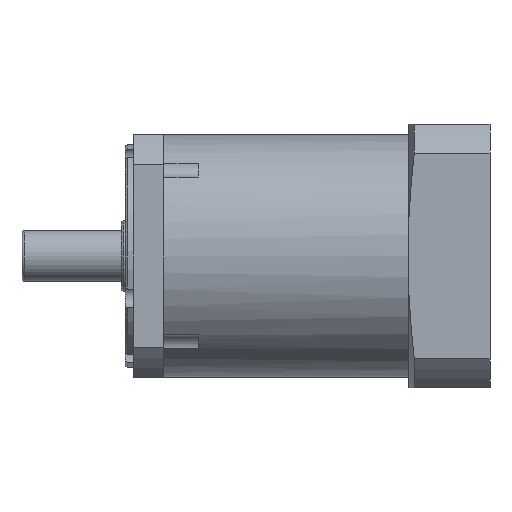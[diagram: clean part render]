
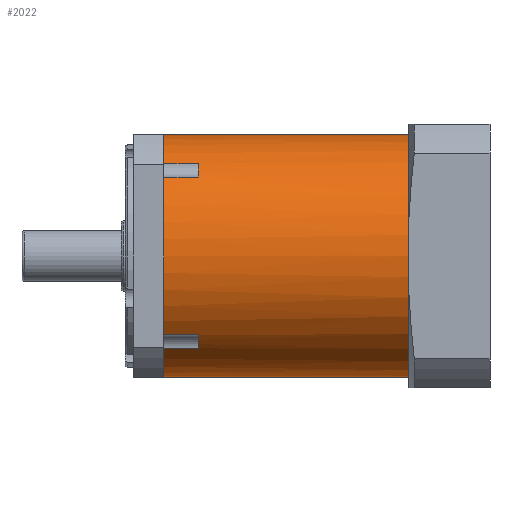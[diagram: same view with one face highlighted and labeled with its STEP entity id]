
A CAD part, left-side view. The second image highlights one B-rep face of the part: STEP entity #2022.
In plain terms, the highlighted cylindrical face has radius 60 mm (diameter 120 mm), a partial arc.
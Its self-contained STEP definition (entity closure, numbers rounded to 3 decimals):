
#29 = CIRCLE ( 'NONE', #5607, 60. ) ;
#32 = ORIENTED_EDGE ( 'NONE', *, *, #5419, .T. ) ;
#151 = CARTESIAN_POINT ( 'NONE',  ( -38.97, 112.5, -45.622 ) ) ;
#198 = ORIENTED_EDGE ( 'NONE', *, *, #3396, .F. ) ;
#295 = CARTESIAN_POINT ( 'NONE',  ( -60., 121., 0. ) ) ;
#311 = VERTEX_POINT ( 'NONE', #801 ) ;
#317 = CIRCLE ( 'NONE', #3378, 60. ) ;
#438 = VERTEX_POINT ( 'NONE', #4089 ) ;
#590 = LINE ( 'NONE', #1070, #7198 ) ;
#630 = EDGE_CURVE ( 'NONE', #5738, #3466, #2874, .T. ) ;
#645 = VERTEX_POINT ( 'NONE', #6687 ) ;
#801 = CARTESIAN_POINT ( 'NONE',  ( -45.622, 104., 38.97 ) ) ;
#803 = DIRECTION ( 'NONE',  ( 0., -1., 0. ) ) ;
#819 = VERTEX_POINT ( 'NONE', #4923 ) ;
#837 = DIRECTION ( 'NONE',  ( 0., 1., 0. ) ) ;
#931 = VECTOR ( 'NONE', #803, 1000. ) ;
#953 = CARTESIAN_POINT ( 'NONE',  ( 0., 121., 0. ) ) ;
#1056 = VECTOR ( 'NONE', #8188, 1000. ) ;
#1070 = CARTESIAN_POINT ( 'NONE',  ( -45.622, 112.5, 38.97 ) ) ;
#1128 = AXIS2_PLACEMENT_3D ( 'NONE', #2947, #7416, #3589 ) ;
#1371 = EDGE_CURVE ( 'NONE', #3734, #645, #5075, .T. ) ;
#1381 = CARTESIAN_POINT ( 'NONE',  ( -45.622, 112.5, -38.97 ) ) ;
#1530 = CARTESIAN_POINT ( 'NONE',  ( 0., 121., 60. ) ) ;
#1586 = CARTESIAN_POINT ( 'NONE',  ( 0., 121., 0. ) ) ;
#1590 = DIRECTION ( 'NONE',  ( 0., 0., 1. ) ) ;
#1822 = EDGE_LOOP ( 'NONE', ( #4763, #5945, #6692, #32, #4905, #5854, #2381, #3351, #7026, #4120, #198, #3069, #5727 ) ) ;
#1888 = CARTESIAN_POINT ( 'NONE',  ( 0., 0., 0. ) ) ;
#1962 = CYLINDRICAL_SURFACE ( 'NONE', #2765, 60. ) ;
#2022 = ADVANCED_FACE ( 'NONE', ( #7277 ), #1962, .T. ) ;
#2230 = DIRECTION ( 'NONE',  ( 0., 0., 1. ) ) ;
#2364 = CARTESIAN_POINT ( 'NONE',  ( -45.622, 104., -38.97 ) ) ;
#2366 = LINE ( 'NONE', #7000, #1056 ) ;
#2381 = ORIENTED_EDGE ( 'NONE', *, *, #630, .F. ) ;
#2384 = EDGE_CURVE ( 'NONE', #5318, #3734, #6762, .T. ) ;
#2495 = EDGE_CURVE ( 'NONE', #3466, #2496, #7263, .T. ) ;
#2496 = VERTEX_POINT ( 'NONE', #7916 ) ;
#2552 = DIRECTION ( 'NONE',  ( 0., 0., -1. ) ) ;
#2559 = LINE ( 'NONE', #1381, #7256 ) ;
#2765 = AXIS2_PLACEMENT_3D ( 'NONE', #5082, #5734, #3828 ) ;
#2851 = DIRECTION ( 'NONE',  ( 0., -1., 0. ) ) ;
#2874 = CIRCLE ( 'NONE', #6599, 60. ) ;
#2879 = AXIS2_PLACEMENT_3D ( 'NONE', #953, #5435, #1590 ) ;
#2941 = CIRCLE ( 'NONE', #6188, 60. ) ;
#2947 = CARTESIAN_POINT ( 'NONE',  ( 0., 104., 0. ) ) ;
#2981 = VECTOR ( 'NONE', #6482, 1000. ) ;
#3069 = ORIENTED_EDGE ( 'NONE', *, *, #7290, .T. ) ;
#3351 = ORIENTED_EDGE ( 'NONE', *, *, #5197, .F. ) ;
#3378 = AXIS2_PLACEMENT_3D ( 'NONE', #6672, #2851, #7326 ) ;
#3396 = EDGE_CURVE ( 'NONE', #7104, #819, #2941, .T. ) ;
#3409 = CARTESIAN_POINT ( 'NONE',  ( 0., 121., 0. ) ) ;
#3466 = VERTEX_POINT ( 'NONE', #295 ) ;
#3577 = VERTEX_POINT ( 'NONE', #6174 ) ;
#3589 = DIRECTION ( 'NONE',  ( 0., 0., -1. ) ) ;
#3605 = CARTESIAN_POINT ( 'NONE',  ( 0., 121., -60. ) ) ;
#3726 = EDGE_CURVE ( 'NONE', #819, #6902, #5827, .T. ) ;
#3734 = VERTEX_POINT ( 'NONE', #4627 ) ;
#3828 = DIRECTION ( 'NONE',  ( 0., 0., -1. ) ) ;
#4076 = DIRECTION ( 'NONE',  ( 0., 0., 1. ) ) ;
#4089 = CARTESIAN_POINT ( 'NONE',  ( -38.97, 104., 45.622 ) ) ;
#4120 = ORIENTED_EDGE ( 'NONE', *, *, #3726, .F. ) ;
#4370 = EDGE_CURVE ( 'NONE', #7296, #6902, #317, .T. ) ;
#4511 = EDGE_CURVE ( 'NONE', #2496, #311, #590, .T. ) ;
#4572 = DIRECTION ( 'NONE',  ( 0., 1., 0. ) ) ;
#4627 = CARTESIAN_POINT ( 'NONE',  ( 0., 0., 60. ) ) ;
#4662 = CARTESIAN_POINT ( 'NONE',  ( 0., 121., 0. ) ) ;
#4763 = ORIENTED_EDGE ( 'NONE', *, *, #2384, .F. ) ;
#4905 = ORIENTED_EDGE ( 'NONE', *, *, #4511, .F. ) ;
#4923 = CARTESIAN_POINT ( 'NONE',  ( -38.97, 121., -45.622 ) ) ;
#5075 = CIRCLE ( 'NONE', #7949, 60. ) ;
#5082 = CARTESIAN_POINT ( 'NONE',  ( 0., 121., 0. ) ) ;
#5197 = EDGE_CURVE ( 'NONE', #7296, #5738, #2559, .T. ) ;
#5235 = EDGE_CURVE ( 'NONE', #3577, #5318, #29, .T. ) ;
#5314 = DIRECTION ( 'NONE',  ( 0., 0., 1. ) ) ;
#5318 = VERTEX_POINT ( 'NONE', #1530 ) ;
#5323 = CARTESIAN_POINT ( 'NONE',  ( -45.622, 121., -38.97 ) ) ;
#5419 = EDGE_CURVE ( 'NONE', #438, #311, #5856, .T. ) ;
#5435 = DIRECTION ( 'NONE',  ( 0., 1., 0. ) ) ;
#5607 = AXIS2_PLACEMENT_3D ( 'NONE', #4662, #837, #5314 ) ;
#5727 = ORIENTED_EDGE ( 'NONE', *, *, #1371, .F. ) ;
#5731 = CARTESIAN_POINT ( 'NONE',  ( -38.97, 104., -45.622 ) ) ;
#5734 = DIRECTION ( 'NONE',  ( 0., -1., 0. ) ) ;
#5738 = VERTEX_POINT ( 'NONE', #5323 ) ;
#5827 = LINE ( 'NONE', #151, #931 ) ;
#5854 = ORIENTED_EDGE ( 'NONE', *, *, #2495, .F. ) ;
#5856 = CIRCLE ( 'NONE', #1128, 60. ) ;
#5945 = ORIENTED_EDGE ( 'NONE', *, *, #5235, .F. ) ;
#6058 = VECTOR ( 'NONE', #8085, 1000. ) ;
#6059 = DIRECTION ( 'NONE',  ( 0., 1., 0. ) ) ;
#6174 = CARTESIAN_POINT ( 'NONE',  ( -38.97, 121., 45.622 ) ) ;
#6188 = AXIS2_PLACEMENT_3D ( 'NONE', #3409, #7887, #4076 ) ;
#6366 = DIRECTION ( 'NONE',  ( 0., -1., 0. ) ) ;
#6482 = DIRECTION ( 'NONE',  ( 0., -1., 0. ) ) ;
#6599 = AXIS2_PLACEMENT_3D ( 'NONE', #1586, #6059, #2230 ) ;
#6672 = CARTESIAN_POINT ( 'NONE',  ( 0., 104., 0. ) ) ;
#6687 = CARTESIAN_POINT ( 'NONE',  ( 0., 0., -60. ) ) ;
#6692 = ORIENTED_EDGE ( 'NONE', *, *, #7665, .F. ) ;
#6762 = LINE ( 'NONE', #7100, #2981 ) ;
#6902 = VERTEX_POINT ( 'NONE', #5731 ) ;
#7000 = CARTESIAN_POINT ( 'NONE',  ( -38.97, 112.5, 45.622 ) ) ;
#7026 = ORIENTED_EDGE ( 'NONE', *, *, #4370, .T. ) ;
#7100 = CARTESIAN_POINT ( 'NONE',  ( 0., 121., 60. ) ) ;
#7104 = VERTEX_POINT ( 'NONE', #7226 ) ;
#7198 = VECTOR ( 'NONE', #7474, 1000. ) ;
#7226 = CARTESIAN_POINT ( 'NONE',  ( 0., 121., -60. ) ) ;
#7256 = VECTOR ( 'NONE', #4572, 1000. ) ;
#7263 = CIRCLE ( 'NONE', #2879, 60. ) ;
#7277 = FACE_OUTER_BOUND ( 'NONE', #1822, .T. ) ;
#7290 = EDGE_CURVE ( 'NONE', #7104, #645, #7945, .T. ) ;
#7296 = VERTEX_POINT ( 'NONE', #2364 ) ;
#7326 = DIRECTION ( 'NONE',  ( 0., 0., -1. ) ) ;
#7416 = DIRECTION ( 'NONE',  ( 0., -1., 0. ) ) ;
#7474 = DIRECTION ( 'NONE',  ( 0., -1., 0. ) ) ;
#7665 = EDGE_CURVE ( 'NONE', #438, #3577, #2366, .T. ) ;
#7887 = DIRECTION ( 'NONE',  ( 0., 1., 0. ) ) ;
#7916 = CARTESIAN_POINT ( 'NONE',  ( -45.622, 121., 38.97 ) ) ;
#7945 = LINE ( 'NONE', #3605, #6058 ) ;
#7949 = AXIS2_PLACEMENT_3D ( 'NONE', #1888, #6366, #2552 ) ;
#8085 = DIRECTION ( 'NONE',  ( 0., -1., 0. ) ) ;
#8188 = DIRECTION ( 'NONE',  ( 0., 1., 0. ) ) ;
